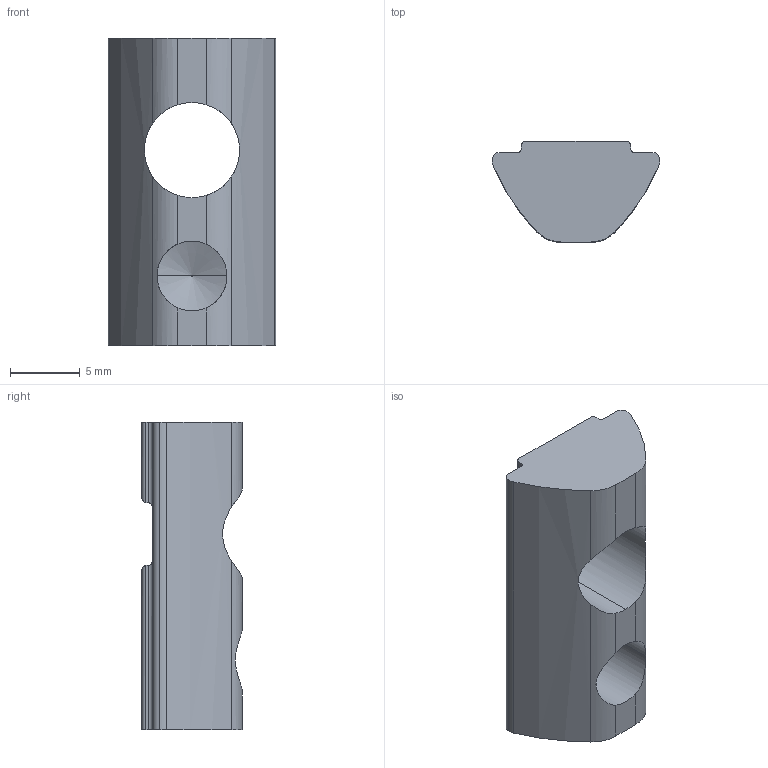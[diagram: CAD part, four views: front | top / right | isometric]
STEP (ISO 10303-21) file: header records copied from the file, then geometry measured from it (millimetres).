
FILE_DESCRIPTION (( 'STEP AP214' ), '1' );
FILE_NAME ('096468.STEP', '2014-08-18T08:22:52', ( '' ), ( '' ), 'SwSTEP 2.0', 'SolidWorks 2014', '' );
FILE_SCHEMA (( 'AUTOMOTIVE_DESIGN' ));
Length unit declared in the file: millimetre
Products named in the file (1): 096468
Bounding box: 12 x 7.2 x 22 mm (x, y, z)
Volume: 1008.1 mm3; surface area: 980.8 mm2
Topology: 1 solids, 1 shells, 39 faces, 112 edges, 74 vertices
Faces by surface type: cylinder 24, plane 13, cone 2
Entity records: 1488 total; most frequent: CARTESIAN_POINT 400, ORIENTED_EDGE 224, DIRECTION 214, EDGE_CURVE 112, AXIS2_PLACEMENT_3D 80, VERTEX_POINT 74, LINE 54, VECTOR 54
